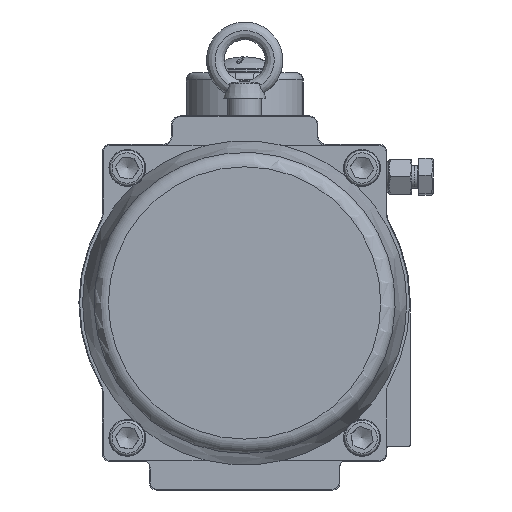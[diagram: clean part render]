
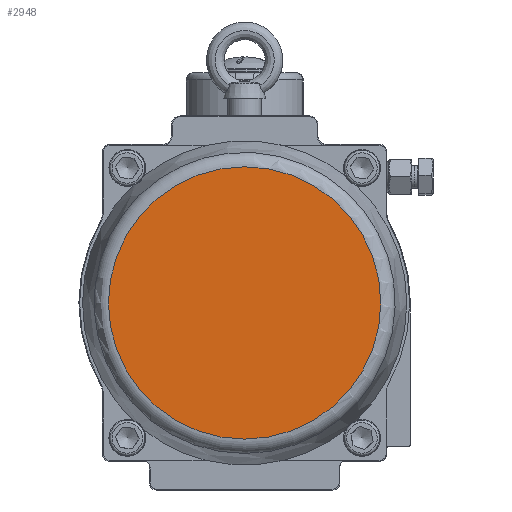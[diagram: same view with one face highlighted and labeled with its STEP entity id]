
A CAD part, front view. The second image highlights one B-rep face of the part: STEP entity #2948.
In plain terms, the highlighted planar face has unit normal (0, -1, 0).
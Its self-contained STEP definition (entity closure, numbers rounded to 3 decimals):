
#1254=FACE_OUTER_BOUND('',#9700,.T.);
#2223=PLANE('',#23541);
#2948=ADVANCED_FACE('',(#1254),#2223,.T.);
#7701=CIRCLE('',#23540,92.819);
#9700=EDGE_LOOP('',(#11844));
#11844=ORIENTED_EDGE('',*,*,#19881,.T.);
#17642=VERTEX_POINT('',#34334);
#19881=EDGE_CURVE('',#17642,#17642,#7701,.T.);
#23540=AXIS2_PLACEMENT_3D('',#34333,#26639,#26640);
#23541=AXIS2_PLACEMENT_3D('',#34335,#26641,#26642);
#26639=DIRECTION('',(0.,-1.,0.));
#26640=DIRECTION('',(0.,0.,-1.));
#26641=DIRECTION('',(0.,-1.,0.));
#26642=DIRECTION('',(0.,0.,-1.));
#34333=CARTESIAN_POINT('',(0.,-72.,0.));
#34334=CARTESIAN_POINT('',(0.,-72.,-92.819));
#34335=CARTESIAN_POINT('',(0.,-72.,0.));
